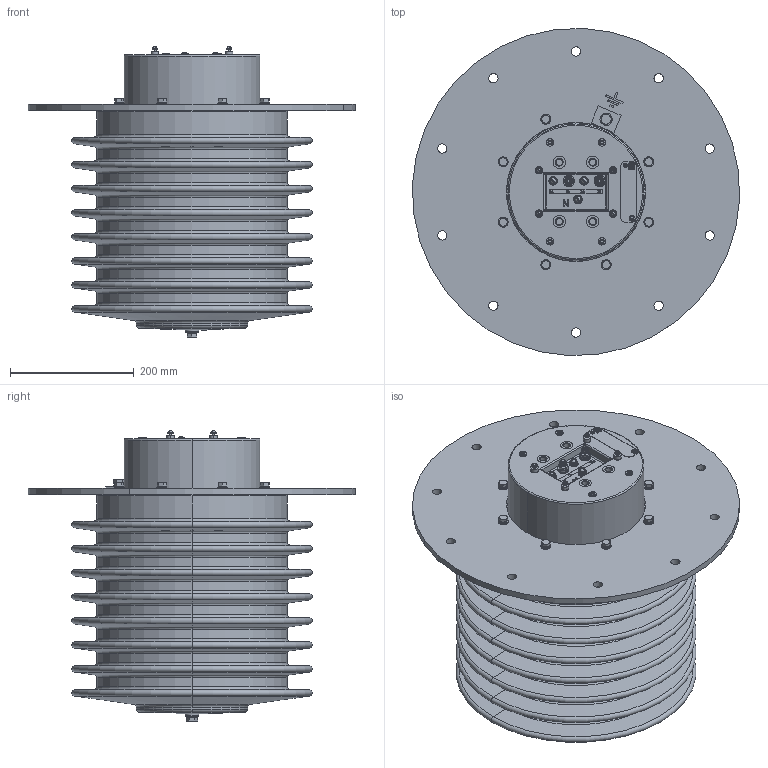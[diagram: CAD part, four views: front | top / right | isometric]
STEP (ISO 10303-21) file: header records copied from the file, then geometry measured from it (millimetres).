
FILE_DESCRIPTION (( 'STEP AP203' ), '1' );
FILE_NAME ('ÇÍÎË.02.2-27 III (áåç êðûøêè).STEP', '2025-03-13T08:52:15', ( '' ), ( '' ), 'SwSTEP 2.0', 'SolidWorks 2010', '' );
FILE_SCHEMA (( 'CONFIG_CONTROL_DESIGN' ));
Length unit declared in the file: millimetre
Products named in the file (1): ÇÍÎË.02.2-27 III (áåç êðûøêè)
Bounding box: 529.5 x 529.5 x 470.92 mm (x, y, z)
Volume: 30427255.1 mm3; surface area: 2075008 mm2
Topology: 78 solids, 82 shells, 2271 faces, 5240 edges, 3206 vertices
Faces by surface type: cylinder 779, plane 732, cone 388, torus 198, bspline 130, sphere 44
Entity records: 70346 total; most frequent: CARTESIAN_POINT 18820, DIRECTION 11081, ORIENTED_EDGE 10400, EDGE_CURVE 5200, AXIS2_PLACEMENT_3D 4417, VERTEX_POINT 3206, EDGE_LOOP 2538, CIRCLE 2275
